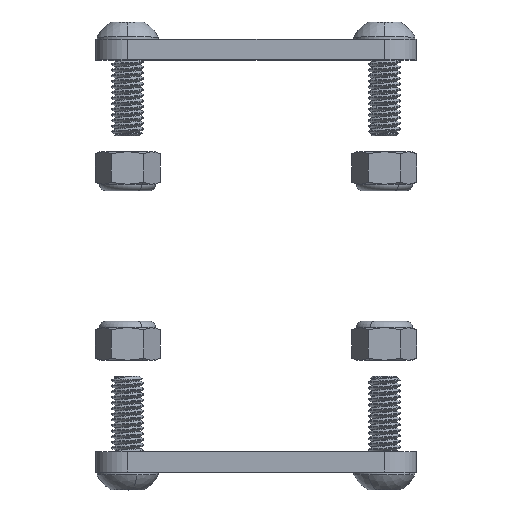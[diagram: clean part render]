
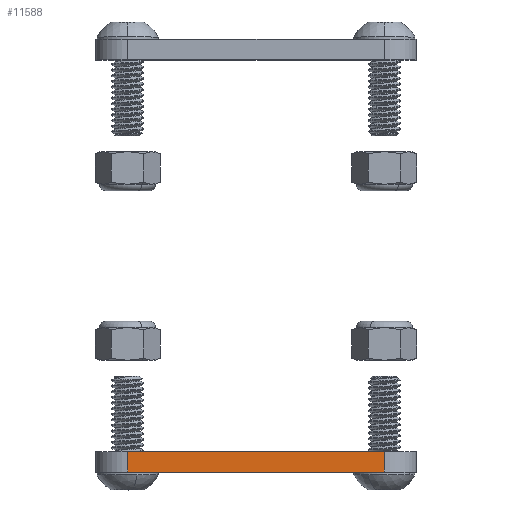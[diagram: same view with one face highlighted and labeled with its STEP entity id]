
A CAD part, top view. The second image highlights one B-rep face of the part: STEP entity #11588.
In plain terms, the highlighted planar face has unit normal (0, 0, 1).
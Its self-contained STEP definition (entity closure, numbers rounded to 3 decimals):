
#1034 = VECTOR ( 'NONE', #2574, 1000. ) ;
#1679 = DIRECTION ( 'NONE',  ( 0., 1., 0. ) ) ;
#1715 = EDGE_CURVE ( 'NONE', #2631, #5026, #11968, .T. ) ;
#1732 = AXIS2_PLACEMENT_3D ( 'NONE', #11145, #11000, #4188 ) ;
#2307 = CARTESIAN_POINT ( 'NONE',  ( 20., 2.54, 23.42 ) ) ;
#2522 = DIRECTION ( 'NONE',  ( 0., -1., 0. ) ) ;
#2574 = DIRECTION ( 'NONE',  ( 1., 0., 0. ) ) ;
#2594 = EDGE_CURVE ( 'NONE', #13221, #13467, #9238, .T. ) ;
#2631 = VERTEX_POINT ( 'NONE', #3691 ) ;
#2771 = CARTESIAN_POINT ( 'NONE',  ( 0., 0., 23.42 ) ) ;
#2871 = PLANE ( 'NONE',  #1732 ) ;
#3465 = CARTESIAN_POINT ( 'NONE',  ( 0., 2.54, 23.42 ) ) ;
#3491 = FACE_OUTER_BOUND ( 'NONE', #12283, .T. ) ;
#3691 = CARTESIAN_POINT ( 'NONE',  ( 20., 0., 23.42 ) ) ;
#3879 = CARTESIAN_POINT ( 'NONE',  ( -12., 0., 23.42 ) ) ;
#4188 = DIRECTION ( 'NONE',  ( -1., 0., 0. ) ) ;
#4713 = EDGE_CURVE ( 'NONE', #13467, #2631, #12627, .T. ) ;
#4958 = ORIENTED_EDGE ( 'NONE', *, *, #2594, .T. ) ;
#5026 = VERTEX_POINT ( 'NONE', #2307 ) ;
#5335 = ORIENTED_EDGE ( 'NONE', *, *, #4713, .T. ) ;
#5874 = DIRECTION ( 'NONE',  ( 1., 0., 0. ) ) ;
#6048 = CARTESIAN_POINT ( 'NONE',  ( -12., 2.54, 23.42 ) ) ;
#8124 = EDGE_CURVE ( 'NONE', #13221, #5026, #13292, .T. ) ;
#8338 = ORIENTED_EDGE ( 'NONE', *, *, #8124, .F. ) ;
#9238 = LINE ( 'NONE', #6048, #9956 ) ;
#9956 = VECTOR ( 'NONE', #2522, 1000. ) ;
#10823 = CARTESIAN_POINT ( 'NONE',  ( 20., 2.54, 23.42 ) ) ;
#10944 = VECTOR ( 'NONE', #5874, 1000. ) ;
#11000 = DIRECTION ( 'NONE',  ( 0., 0., -1. ) ) ;
#11145 = CARTESIAN_POINT ( 'NONE',  ( 0., 2.54, 23.42 ) ) ;
#11588 = ADVANCED_FACE ( 'NONE', ( #3491 ), #2871, .F. ) ;
#11968 = LINE ( 'NONE', #10823, #12137 ) ;
#12137 = VECTOR ( 'NONE', #1679, 1000. ) ;
#12283 = EDGE_LOOP ( 'NONE', ( #5335, #14705, #8338, #4958 ) ) ;
#12627 = LINE ( 'NONE', #2771, #1034 ) ;
#13153 = CARTESIAN_POINT ( 'NONE',  ( -12., 2.54, 23.42 ) ) ;
#13221 = VERTEX_POINT ( 'NONE', #13153 ) ;
#13292 = LINE ( 'NONE', #3465, #10944 ) ;
#13467 = VERTEX_POINT ( 'NONE', #3879 ) ;
#14705 = ORIENTED_EDGE ( 'NONE', *, *, #1715, .T. ) ;
